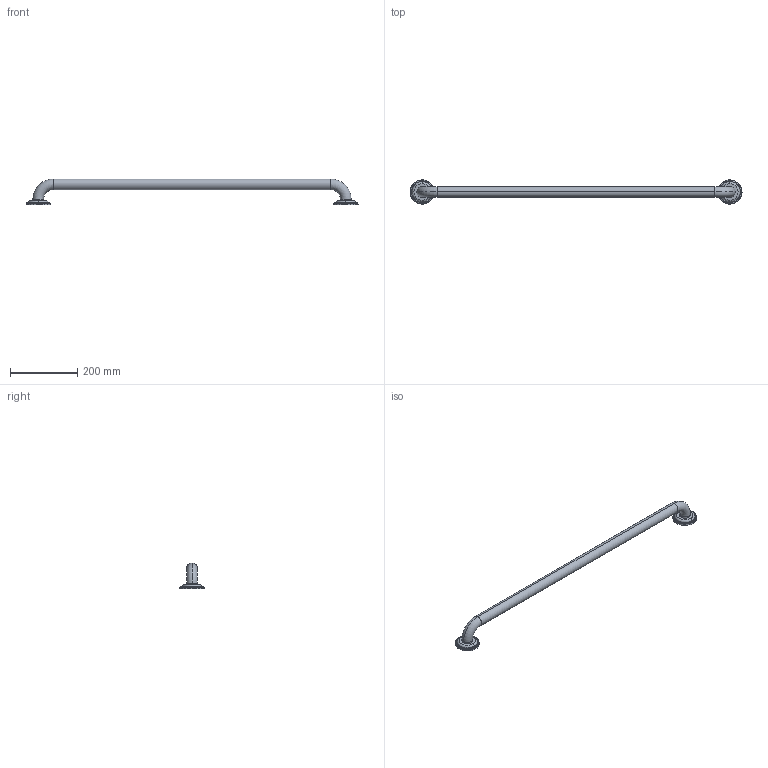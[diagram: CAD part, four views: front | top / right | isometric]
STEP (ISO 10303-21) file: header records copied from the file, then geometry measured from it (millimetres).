
FILE_DESCRIPTION((''),'2;1');
FILE_NAME('22-40_WEB','2010-08-23T',('ramkumar'),(''),'PRO/ENGINEER BY PARAMETRIC TECHNOLOGY CORPORATION, 2009300','PRO/ENGINEER BY PARAMETRIC TECHNOLOGY CORPORATION, 2009300','');
FILE_SCHEMA(('CONFIG_CONTROL_DESIGN'));
Length unit declared in the file: inch
Products named in the file (1): 22-40_WEB
Bounding box: 986.66 x 72.26 x 76.76 mm (x, y, z)
Surface area: 130844.5 mm2 (no closed solid volume)
Topology: 0 solids, 11 shells, 396 faces, 1036 edges, 650 vertices
Faces by surface type: torus 260, sphere 120, plane 8, cylinder 6, bspline 2
Entity records: 16216 total; most frequent: CARTESIAN_POINT 7712, ORIENTED_EDGE 2046, DIRECTION 1396, EDGE_CURVE 1036, B_SPLINE_CURVE_WITH_KNOTS 728, AXIS2_PLACEMENT_3D 694, VERTEX_POINT 650, EDGE_LOOP 396
